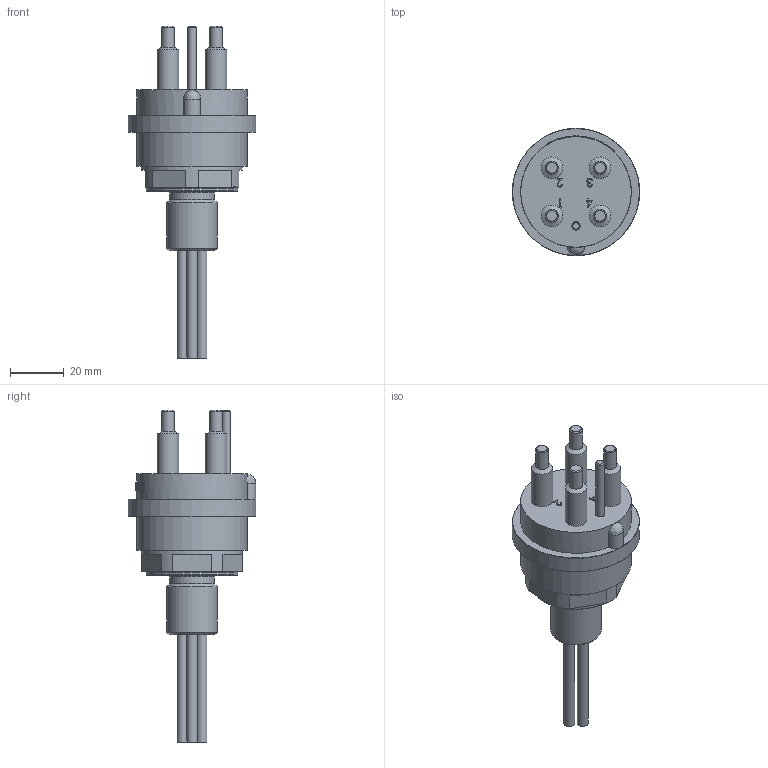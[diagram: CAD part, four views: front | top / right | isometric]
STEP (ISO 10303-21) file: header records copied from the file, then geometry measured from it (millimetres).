
FILE_DESCRIPTION(/* description */ (''),/* implementation_level */ '2;1');
FILE_NAME(/* name */ 'HPBH4M 10AWG.stp',/* time_stamp */ '2020-06-08T08:23:16+02:00',/* author */ ('sh'),/* organization */ (''),/* preprocessor_version */ 'ST-DEVELOPER v17.2',/* originating_system */ 'Autodesk Inventor 2019',/* authorisation */ '');
FILE_SCHEMA (('AUTOMOTIVE_DESIGN { 1 0 10303 214 3 1 1 }'));
Length unit declared in the file: millimetre
Products named in the file (1): Part2
Bounding box: 47.6 x 47.6 x 123.9 mm (x, y, z)
Volume: 62444 mm3; surface area: 14292.6 mm2
Topology: 1 solids, 1 shells, 259 faces, 686 edges, 468 vertices
Faces by surface type: plane 121, bspline 74, cylinder 40, cone 12, torus 12
Full cylindrical faces by diameter (mm): 3.054 x1, 3.175 x1, 3.383 x1, 3.988 x4, 4.763 x4, 8.077 x4, 16.764 x1, 18.947 x1, 25.4 x1, 29.972 x1, 34.036 x1, 37.719 x1, 41.3 x2, 47.6 x1
Entity records: 12199 total; most frequent: CARTESIAN_POINT 5690, ORIENTED_EDGE 1372, DIRECTION 1120, EDGE_CURVE 686, VERTEX_POINT 468, AXIS2_PLACEMENT_3D 405, LINE 310, VECTOR 310
